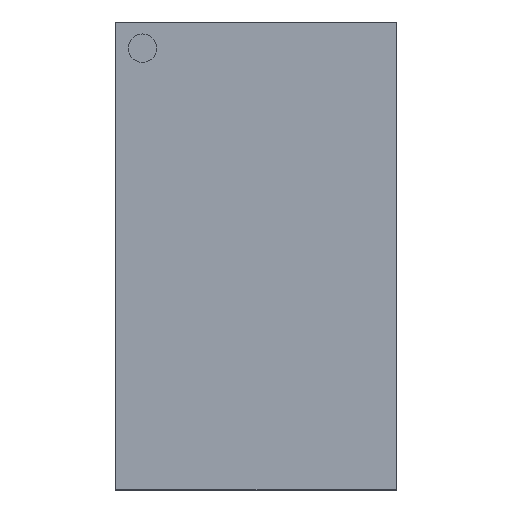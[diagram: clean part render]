
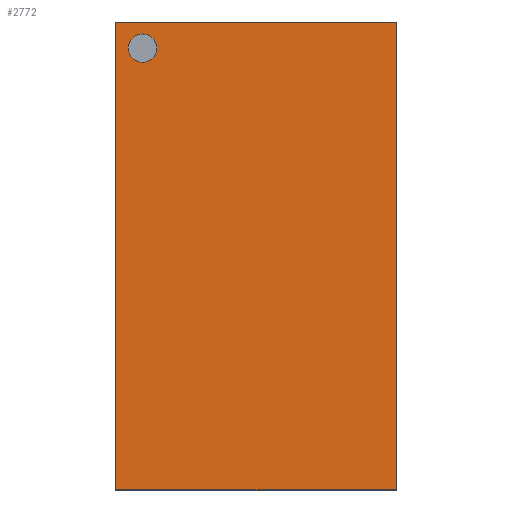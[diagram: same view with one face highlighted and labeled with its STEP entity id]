
A CAD part, top view. The second image highlights one B-rep face of the part: STEP entity #2772.
In plain terms, the highlighted planar face has unit normal (0, 0, 1).
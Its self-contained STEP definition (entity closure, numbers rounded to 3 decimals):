
#308 = CARTESIAN_POINT ( 'NONE',  ( -4.5, -7.5, 2.22 ) ) ;
#337 = PLANE ( 'NONE',  #5643 ) ;
#379 = FACE_BOUND ( 'NONE', #810, .T. ) ;
#706 = AXIS2_PLACEMENT_3D ( 'NONE', #4880, #2180, #5511 ) ;
#708 = VERTEX_POINT ( 'NONE', #1402 ) ;
#810 = EDGE_LOOP ( 'NONE', ( #2948, #5468 ) ) ;
#1088 = DIRECTION ( 'NONE',  ( 0., 1., 0. ) ) ;
#1109 = VERTEX_POINT ( 'NONE', #2820 ) ;
#1304 = CARTESIAN_POINT ( 'NONE',  ( 4.5, -7.5, 2.22 ) ) ;
#1314 = VERTEX_POINT ( 'NONE', #4129 ) ;
#1326 = ORIENTED_EDGE ( 'NONE', *, *, #5192, .T. ) ;
#1402 = CARTESIAN_POINT ( 'NONE',  ( 4.5, 7.5, 2.22 ) ) ;
#1406 = VECTOR ( 'NONE', #4127, 1000. ) ;
#1441 = DIRECTION ( 'NONE',  ( 1., 0., 0. ) ) ;
#1533 = EDGE_CURVE ( 'NONE', #5442, #5362, #4902, .T. ) ;
#1883 = CARTESIAN_POINT ( 'NONE',  ( -4.097, 6.662, 2.22 ) ) ;
#2015 = CARTESIAN_POINT ( 'NONE',  ( -3.185, 6.662, 2.22 ) ) ;
#2180 = DIRECTION ( 'NONE',  ( 0., 0., 1. ) ) ;
#2529 = LINE ( 'NONE', #3214, #2932 ) ;
#2604 = DIRECTION ( 'NONE',  ( 0., 0., 1. ) ) ;
#2772 = ADVANCED_FACE ( 'NONE', ( #379, #3029 ), #337, .T. ) ;
#2820 = CARTESIAN_POINT ( 'NONE',  ( -4.5, 7.5, 2.22 ) ) ;
#2932 = VECTOR ( 'NONE', #4850, 1000. ) ;
#2948 = ORIENTED_EDGE ( 'NONE', *, *, #1533, .F. ) ;
#3000 = VECTOR ( 'NONE', #1088, 1000. ) ;
#3029 = FACE_OUTER_BOUND ( 'NONE', #4968, .T. ) ;
#3095 = DIRECTION ( 'NONE',  ( 1., 0., 0. ) ) ;
#3214 = CARTESIAN_POINT ( 'NONE',  ( -4.5, 7.5, 2.22 ) ) ;
#3310 = AXIS2_PLACEMENT_3D ( 'NONE', #4257, #2604, #3095 ) ;
#3675 = EDGE_CURVE ( 'NONE', #6898, #1109, #4862, .T. ) ;
#3833 = ORIENTED_EDGE ( 'NONE', *, *, #6950, .F. ) ;
#4127 = DIRECTION ( 'NONE',  ( 1., 0., 0. ) ) ;
#4129 = CARTESIAN_POINT ( 'NONE',  ( 4.5, -7.5, 2.22 ) ) ;
#4135 = CARTESIAN_POINT ( 'NONE',  ( -4.5, -7.5, 2.22 ) ) ;
#4257 = CARTESIAN_POINT ( 'NONE',  ( -3.641, 6.662, 2.22 ) ) ;
#4555 = ORIENTED_EDGE ( 'NONE', *, *, #4987, .T. ) ;
#4714 = LINE ( 'NONE', #308, #1406 ) ;
#4850 = DIRECTION ( 'NONE',  ( 1., 0., 0. ) ) ;
#4862 = LINE ( 'NONE', #5330, #3000 ) ;
#4880 = CARTESIAN_POINT ( 'NONE',  ( -3.641, 6.662, 2.22 ) ) ;
#4902 = CIRCLE ( 'NONE', #3310, 0.456 ) ;
#4968 = EDGE_LOOP ( 'NONE', ( #4555, #1326, #3833, #6128 ) ) ;
#4987 = EDGE_CURVE ( 'NONE', #6898, #1314, #4714, .T. ) ;
#5192 = EDGE_CURVE ( 'NONE', #1314, #708, #6064, .T. ) ;
#5330 = CARTESIAN_POINT ( 'NONE',  ( -4.5, -7.5, 2.22 ) ) ;
#5362 = VERTEX_POINT ( 'NONE', #1883 ) ;
#5442 = VERTEX_POINT ( 'NONE', #2015 ) ;
#5468 = ORIENTED_EDGE ( 'NONE', *, *, #6332, .F. ) ;
#5511 = DIRECTION ( 'NONE',  ( 1., 0., 0. ) ) ;
#5584 = CIRCLE ( 'NONE', #706, 0.456 ) ;
#5643 = AXIS2_PLACEMENT_3D ( 'NONE', #6752, #6304, #1441 ) ;
#5658 = DIRECTION ( 'NONE',  ( 0., 1., 0. ) ) ;
#6064 = LINE ( 'NONE', #1304, #6943 ) ;
#6128 = ORIENTED_EDGE ( 'NONE', *, *, #3675, .F. ) ;
#6304 = DIRECTION ( 'NONE',  ( 0., 0., 1. ) ) ;
#6332 = EDGE_CURVE ( 'NONE', #5362, #5442, #5584, .T. ) ;
#6752 = CARTESIAN_POINT ( 'NONE',  ( 0., 0., 2.22 ) ) ;
#6898 = VERTEX_POINT ( 'NONE', #4135 ) ;
#6943 = VECTOR ( 'NONE', #5658, 1000. ) ;
#6950 = EDGE_CURVE ( 'NONE', #1109, #708, #2529, .T. ) ;
